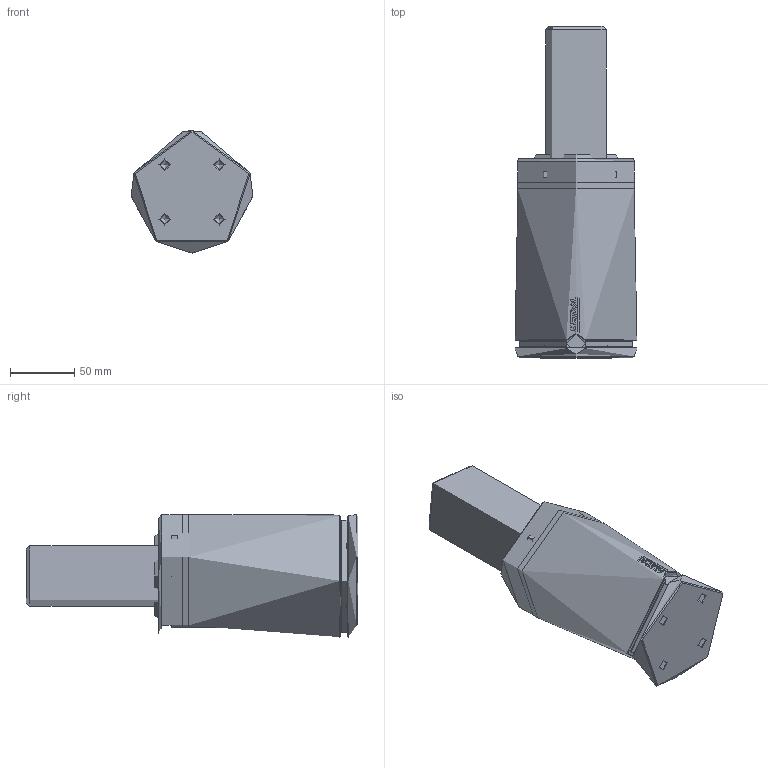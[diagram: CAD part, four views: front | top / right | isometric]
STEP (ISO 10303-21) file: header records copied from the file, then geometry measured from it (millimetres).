
FILE_DESCRIPTION (( 'STEP AP214' ), '1' );
FILE_NAME ('EX4200-100.step', '2019-03-12T08:08:46', ( '' ), ( '' ), 'SwSTEP 2.0', 'SolidWorks 2014', '' );
FILE_SCHEMA (( 'AUTOMOTIVE_DESIGN' ));
Length unit declared in the file: millimetre
Products named in the file (3): EX4200-100; EX4200 Piston_EX-4200-100; EX4200 Body_EX-4200-100
Assembly tree (2 placements, depth 2):
  EX4200-100
    EX4200 Body_EX-4200-100
    EX4200 Piston_EX-4200-100
Bounding box: 94.72 x 258 x 95.01 mm (x, y, z)
Volume: 860738 mm3; surface area: 132482.7 mm2
Topology: 7 solids, 7 shells, 125 faces, 292 edges, 189 vertices
Faces by surface type: bspline 42, plane 34, cylinder 28, cone 14, torus 7
Full cylindrical faces by diameter (mm): 8 x4, 10 x1, 15 x1, 60 x2, 76 x1, 76.1 x1, 80 x2, 80.9 x1, 81 x1, 95 x3
Entity records: 5910 total; most frequent: CARTESIAN_POINT 2617, ORIENTED_EDGE 500, DIRECTION 364, EDGE_CURVE 250, VERTEX_POINT 181, EDGE_LOOP 171, FACE_OUTER_BOUND 147, AXIS2_PLACEMENT_3D 139
